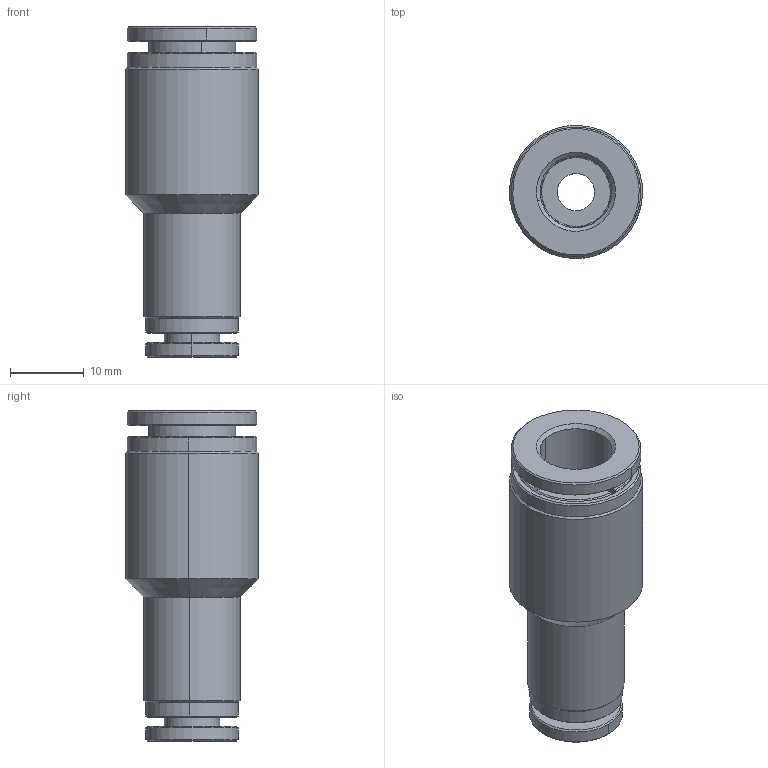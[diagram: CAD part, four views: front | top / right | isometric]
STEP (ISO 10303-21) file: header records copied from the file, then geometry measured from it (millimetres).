
FILE_DESCRIPTION (( 'STEP AP214' ), '1' );
FILE_NAME ('RUS3-8-1-4W.STEP', '2018-06-13T17:44:27', ( '' ), ( '' ), 'SwSTEP 2.0', 'SolidWorks 2016', '' );
FILE_SCHEMA (( 'AUTOMOTIVE_DESIGN' ));
Length unit declared in the file: millimetre
Products named in the file (1): RUS3-8-1-4W
Bounding box: 17.97 x 17.97 x 44.68 mm (x, y, z)
Volume: 5466.6 mm3; surface area: 8424 mm2
Topology: 11 solids, 11 shells, 674 faces, 1853 edges, 1208 vertices
Faces by surface type: plane 239, cone 230, cylinder 124, bspline 77, torus 4
Entity records: 30842 total; most frequent: CARTESIAN_POINT 7323, ORIENTED_EDGE 3706, DIRECTION 2925, EDGE_CURVE 1853, AXIS2_PLACEMENT_3D 1210, VERTEX_POINT 1208, B_SPLINE_CURVE_WITH_KNOTS 736, EDGE_LOOP 703
